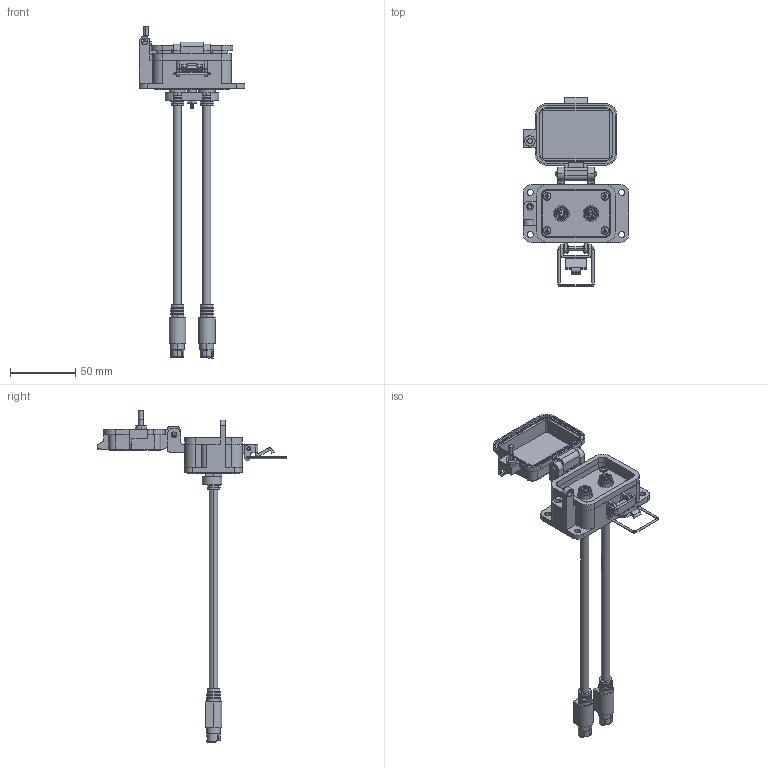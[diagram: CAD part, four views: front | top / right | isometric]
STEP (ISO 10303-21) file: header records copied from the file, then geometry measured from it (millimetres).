
FILE_DESCRIPTION (( 'STEP AP214' ), '1' );
FILE_NAME ('P-P3P5-B2RX_3D.STEP', '2017-10-25T20:35:49', ( '' ), ( '' ), 'SwSTEP 2.0', 'SolidWorks 2017', '' );
FILE_SCHEMA (( 'AUTOMOTIVE_DESIGN' ));
Length unit declared in the file: millimetre
Products named in the file (10): P3; P-P3P5-B2RX_FP; P-P3P5-B2RX_BP; P-P3P5-B2RX_3D; 92005A124_METRIC PAN HEAD PHILLIPS MACHINE SCREW_92005A124; Z-H-B2; 90480A005_LOW-STRENGTH STEEL HEX NUT_90480A005; 19mm Spacer; 90273A117_ZINC-PLATED STL FLAT HEAD PHIL MACHINE SCREW_90273A117; P-P3P5-B2RX_TP
Assembly tree (13 placements, depth 2):
  P-P3P5-B2RX_3D
    P-P3P5-B2RX_BP
    P-P3P5-B2RX_FP
    P3  x2
    P-P3P5-B2RX_TP
    90273A117_ZINC-PLATED STL FLAT HEAD PHIL MACHINE SCREW_90273A117
    19mm Spacer
    90480A005_LOW-STRENGTH STEEL HEX NUT_90480A005
    Z-H-B2
    92005A124_METRIC PAN HEAD PHILLIPS MACHINE SCREW_92005A124  x4
Bounding box: 80.57 x 145.03 x 253.9 mm (x, y, z)
Volume: 83707.1 mm3; surface area: 65524.9 mm2
Topology: 32 solids, 32 shells, 2470 faces, 6892 edges, 4571 vertices
Faces by surface type: cylinder 1190, plane 902, bspline 266, cone 88, torus 16, sphere 8
Entity records: 74118 total; most frequent: CARTESIAN_POINT 28773, ORIENTED_EDGE 8424, DIRECTION 6677, EDGE_CURVE 4212, VERTEX_POINT 2793, AXIS2_PLACEMENT_3D 2226, LINE 2225, VECTOR 2225
